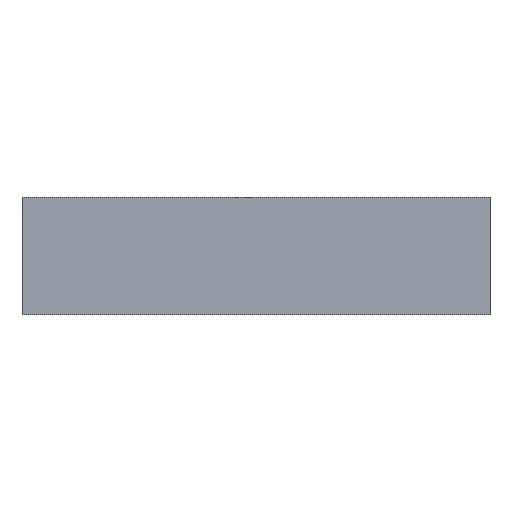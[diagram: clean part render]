
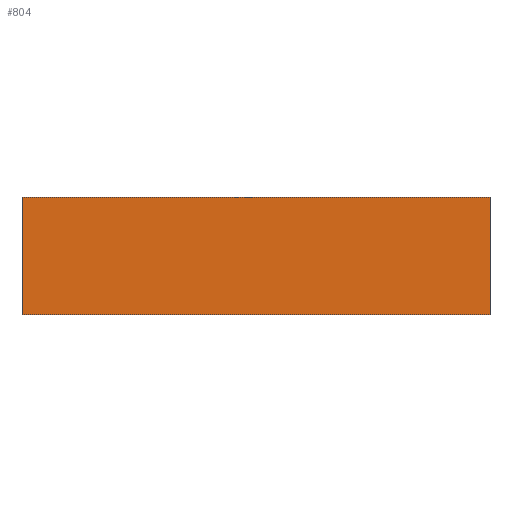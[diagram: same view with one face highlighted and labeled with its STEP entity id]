
A CAD part, left-side view. The second image highlights one B-rep face of the part: STEP entity #804.
In plain terms, the highlighted planar face has unit normal (-1, 0, 0).
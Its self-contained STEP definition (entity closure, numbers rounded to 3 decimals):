
#42=PLANE($,#871);
#84=FACE_OUTER_BOUND($,#126,.T.);
#126=EDGE_LOOP($,(#724,#725,#726,#727));
#217=LINE($,#1315,#311);
#219=LINE($,#1319,#313);
#220=LINE($,#1321,#314);
#221=LINE($,#1322,#315);
#311=VECTOR($,#1080,10.);
#313=VECTOR($,#1084,40.);
#314=VECTOR($,#1085,10.);
#315=VECTOR($,#1086,40.);
#410=VERTEX_POINT($,#1312);
#411=VERTEX_POINT($,#1314);
#412=VERTEX_POINT($,#1318);
#413=VERTEX_POINT($,#1320);
#521=EDGE_CURVE($,#411,#410,#217,.T.);
#523=EDGE_CURVE($,#410,#412,#219,.T.);
#524=EDGE_CURVE($,#413,#412,#220,.T.);
#525=EDGE_CURVE($,#411,#413,#221,.T.);
#724=ORIENTED_EDGE($,*,*,#523,.T.);
#725=ORIENTED_EDGE($,*,*,#524,.F.);
#726=ORIENTED_EDGE($,*,*,#525,.F.);
#727=ORIENTED_EDGE($,*,*,#521,.T.);
#804=ADVANCED_FACE($,(#84),#42,.T.);
#871=AXIS2_PLACEMENT_3D($,#1317,#1082,#1083);
#1080=DIRECTION($,(0.,0.,1.));
#1082=DIRECTION('center_axis',(-1.,0.,0.));
#1083=DIRECTION('ref_axis',(0.,0.,1.));
#1084=DIRECTION($,(0.,1.,0.));
#1085=DIRECTION($,(0.,0.,1.));
#1086=DIRECTION($,(0.,1.,0.));
#1312=CARTESIAN_POINT('',(-23.,-20.,10.));
#1314=CARTESIAN_POINT('',(-23.,-20.,0.));
#1315=CARTESIAN_POINT($,(-23.,-20.,0.));
#1317=CARTESIAN_POINT('Origin',(-23.,-20.,0.));
#1318=CARTESIAN_POINT('',(-23.,20.,10.));
#1319=CARTESIAN_POINT($,(-23.,-10.,10.));
#1320=CARTESIAN_POINT('',(-23.,20.,0.));
#1321=CARTESIAN_POINT($,(-23.,20.,0.));
#1322=CARTESIAN_POINT($,(-23.,-10.,0.));
